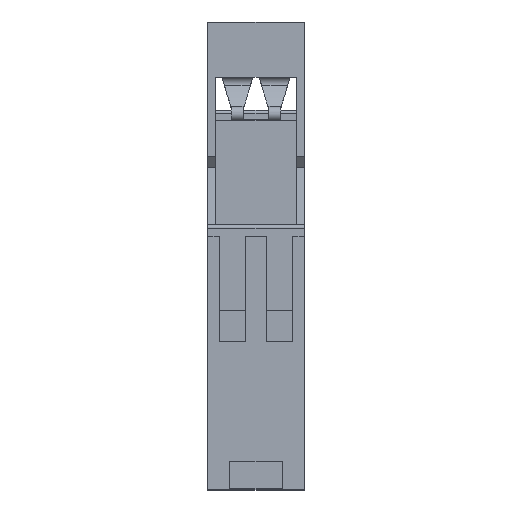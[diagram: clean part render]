
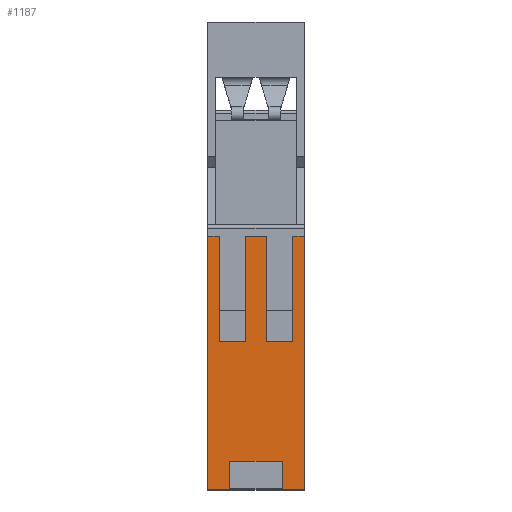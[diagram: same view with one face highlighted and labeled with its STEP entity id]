
A CAD part, front view. The second image highlights one B-rep face of the part: STEP entity #1187.
In plain terms, the highlighted planar face has unit normal (0, -1, 0).
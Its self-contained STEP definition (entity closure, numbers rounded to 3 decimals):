
#357=FACE_BOUND('',#2333,.T.);
#358=FACE_BOUND('',#2334,.T.);
#359=FACE_BOUND('',#2335,.T.);
#599=PLANE('',#10900);
#1187=ADVANCED_FACE('',(#357,#358,#359),#599,.T.);
#2333=EDGE_LOOP('',(#6502,#6503,#6504,#6505,#6506,#6507,#6508,#6509,#6510,
#6511,#6512,#6513));
#2334=EDGE_LOOP('',(#6514,#6515,#6516,#6517));
#2335=EDGE_LOOP('',(#6518,#6519,#6520,#6521));
#3141=LINE('',#17950,#4076);
#3143=LINE('',#17955,#4078);
#3165=LINE('',#18005,#4100);
#3201=LINE('',#18094,#4136);
#3278=LINE('',#18263,#4213);
#3339=LINE('',#18384,#4274);
#3341=LINE('',#18388,#4276);
#3343=LINE('',#18393,#4278);
#3349=LINE('',#18404,#4284);
#3350=LINE('',#18406,#4285);
#3354=LINE('',#18413,#4289);
#3355=LINE('',#18415,#4290);
#3356=LINE('',#18417,#4291);
#3357=LINE('',#18419,#4292);
#3358=LINE('',#18420,#4293);
#3359=LINE('',#18422,#4294);
#3360=LINE('',#18424,#4295);
#3361=LINE('',#18425,#4296);
#3362=LINE('',#18428,#4297);
#3363=LINE('',#18429,#4298);
#4076=VECTOR('',#13124,1.);
#4078=VECTOR('',#13128,1.);
#4100=VECTOR('',#13164,1.);
#4136=VECTOR('',#13218,1.);
#4213=VECTOR('',#13343,1.);
#4274=VECTOR('',#13464,1.);
#4276=VECTOR('',#13468,1.);
#4278=VECTOR('',#13472,1.);
#4284=VECTOR('',#13480,1.);
#4285=VECTOR('',#13483,1.);
#4289=VECTOR('',#13489,1.);
#4290=VECTOR('',#13492,1.);
#4291=VECTOR('',#13493,1.);
#4292=VECTOR('',#13494,1.);
#4293=VECTOR('',#13495,1.);
#4294=VECTOR('',#13496,1.);
#4295=VECTOR('',#13497,1.);
#4296=VECTOR('',#13498,1.);
#4297=VECTOR('',#13499,1.);
#4298=VECTOR('',#13500,1.);
#6502=ORIENTED_EDGE('',*,*,#9326,.F.);
#6503=ORIENTED_EDGE('',*,*,#9195,.T.);
#6504=ORIENTED_EDGE('',*,*,#9389,.T.);
#6505=ORIENTED_EDGE('',*,*,#9405,.T.);
#6506=ORIENTED_EDGE('',*,*,#9406,.T.);
#6507=ORIENTED_EDGE('',*,*,#9407,.T.);
#6508=ORIENTED_EDGE('',*,*,#9404,.T.);
#6509=ORIENTED_EDGE('',*,*,#9399,.T.);
#6510=ORIENTED_EDGE('',*,*,#9393,.T.);
#6511=ORIENTED_EDGE('',*,*,#9400,.T.);
#6512=ORIENTED_EDGE('',*,*,#9391,.T.);
#6513=ORIENTED_EDGE('',*,*,#9239,.F.);
#6514=ORIENTED_EDGE('',*,*,#9408,.F.);
#6515=ORIENTED_EDGE('',*,*,#9168,.T.);
#6516=ORIENTED_EDGE('',*,*,#9409,.T.);
#6517=ORIENTED_EDGE('',*,*,#9410,.F.);
#6518=ORIENTED_EDGE('',*,*,#9411,.T.);
#6519=ORIENTED_EDGE('',*,*,#9412,.T.);
#6520=ORIENTED_EDGE('',*,*,#9170,.F.);
#6521=ORIENTED_EDGE('',*,*,#9413,.F.);
#7739=VERTEX_POINT('',#17941);
#7743=VERTEX_POINT('',#17949);
#7745=VERTEX_POINT('',#17954);
#7746=VERTEX_POINT('',#17956);
#7766=VERTEX_POINT('',#18004);
#7767=VERTEX_POINT('',#18006);
#7810=VERTEX_POINT('',#18093);
#7811=VERTEX_POINT('',#18095);
#7908=VERTEX_POINT('',#18383);
#7909=VERTEX_POINT('',#18387);
#7910=VERTEX_POINT('',#18391);
#7912=VERTEX_POINT('',#18394);
#7914=VERTEX_POINT('',#18400);
#7917=VERTEX_POINT('',#18412);
#7918=VERTEX_POINT('',#18416);
#7919=VERTEX_POINT('',#18418);
#7920=VERTEX_POINT('',#18421);
#7921=VERTEX_POINT('',#18423);
#7922=VERTEX_POINT('',#18426);
#7923=VERTEX_POINT('',#18427);
#9168=EDGE_CURVE('',#7739,#7743,#3141,.T.);
#9170=EDGE_CURVE('',#7745,#7746,#3143,.T.);
#9195=EDGE_CURVE('',#7767,#7766,#3165,.T.);
#9239=EDGE_CURVE('',#7810,#7811,#3201,.T.);
#9326=EDGE_CURVE('',#7767,#7810,#3278,.T.);
#9389=EDGE_CURVE('',#7766,#7908,#3339,.T.);
#9391=EDGE_CURVE('',#7909,#7811,#3341,.T.);
#9393=EDGE_CURVE('',#7912,#7910,#3343,.T.);
#9399=EDGE_CURVE('',#7914,#7912,#3349,.T.);
#9400=EDGE_CURVE('',#7910,#7909,#3350,.T.);
#9404=EDGE_CURVE('',#7917,#7914,#3354,.T.);
#9405=EDGE_CURVE('',#7908,#7918,#3355,.T.);
#9406=EDGE_CURVE('',#7918,#7919,#3356,.T.);
#9407=EDGE_CURVE('',#7919,#7917,#3357,.T.);
#9408=EDGE_CURVE('',#7739,#7920,#3358,.T.);
#9409=EDGE_CURVE('',#7743,#7921,#3359,.T.);
#9410=EDGE_CURVE('',#7920,#7921,#3360,.T.);
#9411=EDGE_CURVE('',#7922,#7923,#3361,.T.);
#9412=EDGE_CURVE('',#7923,#7746,#3362,.T.);
#9413=EDGE_CURVE('',#7922,#7745,#3363,.T.);
#10900=AXIS2_PLACEMENT_3D('',#18430,#13501,#13502);
#13124=DIRECTION('',(0.,0.,-1.));
#13128=DIRECTION('',(0.,0.,-1.));
#13164=DIRECTION('',(0.,0.,1.));
#13218=DIRECTION('',(0.,0.,1.));
#13343=DIRECTION('',(-1.,0.,0.));
#13464=DIRECTION('',(-1.,0.,0.));
#13468=DIRECTION('',(-1.,0.,0.));
#13472=DIRECTION('',(-1.,0.,0.));
#13480=DIRECTION('',(0.,0.,-1.));
#13483=DIRECTION('',(0.,0.,1.));
#13489=DIRECTION('',(-1.,0.,0.));
#13492=DIRECTION('',(0.,0.,-1.));
#13493=DIRECTION('',(-1.,0.,0.));
#13494=DIRECTION('',(0.,0.,1.));
#13495=DIRECTION('',(-1.,0.,0.));
#13496=DIRECTION('',(-1.,0.,0.));
#13497=DIRECTION('',(0.,0.,-1.));
#13498=DIRECTION('',(0.,0.,-1.));
#13499=DIRECTION('',(-1.,0.,0.));
#13500=DIRECTION('',(-1.,0.,0.));
#13501=DIRECTION('',(0.,-1.,0.));
#13502=DIRECTION('',(0.,0.,-1.));
#17941=CARTESIAN_POINT('',(12.,-37.55,3.6));
#17949=CARTESIAN_POINT('',(12.,-37.55,0.2));
#17950=CARTESIAN_POINT('',(12.,-37.55,3.6));
#17954=CARTESIAN_POINT('',(3.6,-37.55,3.6));
#17955=CARTESIAN_POINT('',(3.6,-37.55,3.6));
#17956=CARTESIAN_POINT('',(3.6,-37.55,0.2));
#18004=CARTESIAN_POINT('',(15.6,-37.55,40.9));
#18005=CARTESIAN_POINT('',(15.6,-37.55,0.));
#18006=CARTESIAN_POINT('',(15.6,-37.55,0.));
#18093=CARTESIAN_POINT('',(0.,-37.55,0.));
#18094=CARTESIAN_POINT('',(0.,-37.55,0.));
#18095=CARTESIAN_POINT('',(0.,-37.55,40.9));
#18263=CARTESIAN_POINT('',(15.6,-37.55,0.));
#18383=CARTESIAN_POINT('',(13.7,-37.55,40.9));
#18384=CARTESIAN_POINT('',(15.6,-37.55,40.9));
#18387=CARTESIAN_POINT('',(1.9,-37.55,40.9));
#18388=CARTESIAN_POINT('',(15.6,-37.55,40.9));
#18391=CARTESIAN_POINT('',(1.9,-37.55,23.9));
#18393=CARTESIAN_POINT('',(9.8,-37.55,23.9));
#18394=CARTESIAN_POINT('',(6.1,-37.55,23.9));
#18400=CARTESIAN_POINT('',(6.1,-37.55,40.9));
#18404=CARTESIAN_POINT('',(6.1,-37.55,20.45));
#18406=CARTESIAN_POINT('',(1.9,-37.55,20.45));
#18412=CARTESIAN_POINT('',(9.5,-37.55,40.9));
#18413=CARTESIAN_POINT('',(15.6,-37.55,40.9));
#18415=CARTESIAN_POINT('',(13.7,-37.55,20.45));
#18416=CARTESIAN_POINT('',(13.7,-37.55,23.9));
#18417=CARTESIAN_POINT('',(13.6,-37.55,23.9));
#18418=CARTESIAN_POINT('',(9.5,-37.55,23.9));
#18419=CARTESIAN_POINT('',(9.5,-37.55,20.45));
#18420=CARTESIAN_POINT('',(12.,-37.55,3.6));
#18421=CARTESIAN_POINT('',(10.,-37.55,3.6));
#18422=CARTESIAN_POINT('',(12.,-37.55,0.2));
#18423=CARTESIAN_POINT('',(10.,-37.55,0.2));
#18424=CARTESIAN_POINT('',(10.,-37.55,3.6));
#18425=CARTESIAN_POINT('',(5.6,-37.55,3.6));
#18426=CARTESIAN_POINT('',(5.6,-37.55,3.6));
#18427=CARTESIAN_POINT('',(5.6,-37.55,0.2));
#18428=CARTESIAN_POINT('',(12.,-37.55,0.2));
#18429=CARTESIAN_POINT('',(12.,-37.55,3.6));
#18430=CARTESIAN_POINT('',(15.6,-37.55,0.));
